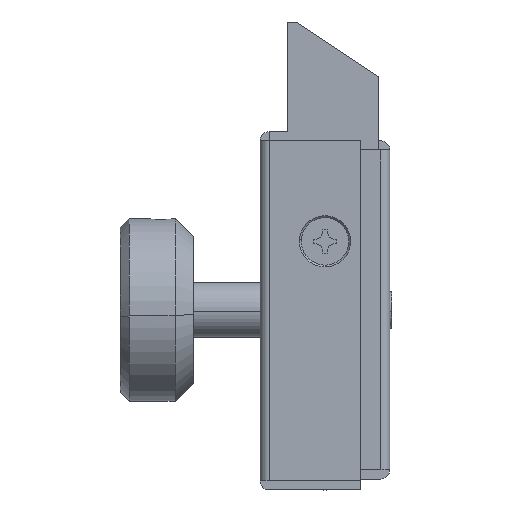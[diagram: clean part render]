
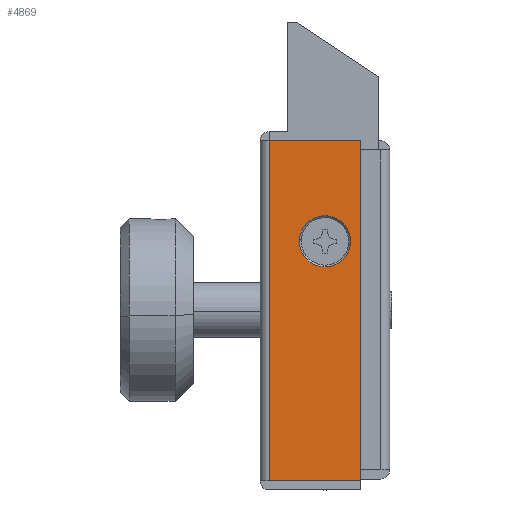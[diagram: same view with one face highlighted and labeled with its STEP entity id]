
A CAD part, front view. The second image highlights one B-rep face of the part: STEP entity #4869.
In plain terms, the highlighted free-form (B-spline) face has degree [1, 1] with [2, 2] control points.
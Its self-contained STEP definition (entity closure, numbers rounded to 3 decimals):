
#3448=CARTESIAN_POINT('',(9.88,-11.5,26.87));
#3449=VERTEX_POINT('',#3448);
#3450=CARTESIAN_POINT('',(7.1,-11.5,30.));
#3451=VERTEX_POINT('',#3450);
#3452=CARTESIAN_POINT('',(9.88,-11.5,26.87));
#3453=CARTESIAN_POINT('',(9.9,-11.5,27.034));
#3454=CARTESIAN_POINT('',(9.9,-11.5,27.2));
#3455=CARTESIAN_POINT('',(9.9,-11.5,30.));
#3456=CARTESIAN_POINT('',(7.1,-11.5,30.));
#3464=(BOUNDED_CURVE()B_SPLINE_CURVE(2,(#3452,#3453,#3454,#3455,#3456),.UNSPECIFIED.,.F.,.U.)B_SPLINE_CURVE_WITH_KNOTS((3,2,3),(0.23,0.25,0.5),.UNSPECIFIED.)CURVE()GEOMETRIC_REPRESENTATION_ITEM()RATIONAL_B_SPLINE_CURVE((0.956,0.976,1.0,0.707,1.0))REPRESENTATION_ITEM(''));
#3465=EDGE_CURVE('',#3449,#3451,#3464,.T.);
#3467=CARTESIAN_POINT('',(4.305,-11.5,27.371));
#3468=VERTEX_POINT('',#3467);
#3469=CARTESIAN_POINT('',(7.1,-11.5,30.));
#3470=CARTESIAN_POINT('',(4.466,-11.5,30.));
#3471=CARTESIAN_POINT('',(4.305,-11.5,27.371));
#3479=(BOUNDED_CURVE()B_SPLINE_CURVE(2,(#3469,#3470,#3471),.UNSPECIFIED.,.F.,.U.)B_SPLINE_CURVE_WITH_KNOTS((3,3),(0.5,0.739),.UNSPECIFIED.)CURVE()GEOMETRIC_REPRESENTATION_ITEM()RATIONAL_B_SPLINE_CURVE((1.0,0.72,0.976))REPRESENTATION_ITEM(''));
#3480=EDGE_CURVE('',#3451,#3468,#3479,.T.);
#3547=CARTESIAN_POINT('',(7.1,-11.5,24.4));
#3548=VERTEX_POINT('',#3547);
#3549=CARTESIAN_POINT('',(7.1,-11.5,24.4));
#3550=CARTESIAN_POINT('',(9.587,-11.5,24.4));
#3551=CARTESIAN_POINT('',(9.88,-11.5,26.87));
#3559=(BOUNDED_CURVE()B_SPLINE_CURVE(2,(#3549,#3550,#3551),.UNSPECIFIED.,.F.,.U.)B_SPLINE_CURVE_WITH_KNOTS((3,3),(0.0,0.23),.UNSPECIFIED.)CURVE()GEOMETRIC_REPRESENTATION_ITEM()RATIONAL_B_SPLINE_CURVE((1.0,0.731,0.956))REPRESENTATION_ITEM(''));
#3560=EDGE_CURVE('',#3548,#3449,#3559,.T.);
#3594=CARTESIAN_POINT('',(4.305,-11.5,27.371));
#3595=CARTESIAN_POINT('',(4.3,-11.5,27.286));
#3596=CARTESIAN_POINT('',(4.3,-11.5,27.2));
#3597=CARTESIAN_POINT('',(4.3,-11.5,24.4));
#3598=CARTESIAN_POINT('',(7.1,-11.5,24.4));
#3606=(BOUNDED_CURVE()B_SPLINE_CURVE(2,(#3594,#3595,#3596,#3597,#3598),.UNSPECIFIED.,.F.,.U.)B_SPLINE_CURVE_WITH_KNOTS((3,2,3),(0.739,0.75,1.0),.UNSPECIFIED.)CURVE()GEOMETRIC_REPRESENTATION_ITEM()RATIONAL_B_SPLINE_CURVE((0.976,0.988,1.0,0.707,1.0))REPRESENTATION_ITEM(''));
#3607=EDGE_CURVE('',#3468,#3548,#3606,.T.);
#4451=CARTESIAN_POINT('',(1.,-11.5,38.2));
#4452=VERTEX_POINT('',#4451);
#4468=CARTESIAN_POINT('',(11.,-11.5,38.2));
#4469=VERTEX_POINT('',#4468);
#4470=CARTESIAN_POINT('',(11.,-11.5,38.2));
#4471=CARTESIAN_POINT('',(1.,-11.5,38.2));
#4472=QUASI_UNIFORM_CURVE('',1,(#4470,#4471),.UNSPECIFIED.,.F.,.U.);
#4473=EDGE_CURVE('',#4469,#4452,#4472,.T.);
#4524=CARTESIAN_POINT('',(11.,-11.5,1.0));
#4525=VERTEX_POINT('',#4524);
#4531=CARTESIAN_POINT('',(1.,-11.5,1.0));
#4532=VERTEX_POINT('',#4531);
#4533=CARTESIAN_POINT('',(11.,-11.5,1.0));
#4534=CARTESIAN_POINT('',(1.,-11.5,1.0));
#4535=QUASI_UNIFORM_CURVE('',1,(#4533,#4534),.UNSPECIFIED.,.F.,.U.);
#4536=EDGE_CURVE('',#4525,#4532,#4535,.T.);
#4690=CARTESIAN_POINT('',(1.,-11.5,1.0));
#4691=CARTESIAN_POINT('',(1.,-11.5,38.2));
#4692=QUASI_UNIFORM_CURVE('',1,(#4690,#4691),.UNSPECIFIED.,.F.,.U.);
#4693=EDGE_CURVE('',#4532,#4452,#4692,.T.);
#4704=CARTESIAN_POINT('',(11.,-11.5,1.0));
#4705=CARTESIAN_POINT('',(11.,-11.5,38.2));
#4706=QUASI_UNIFORM_CURVE('',1,(#4704,#4705),.UNSPECIFIED.,.F.,.U.);
#4707=EDGE_CURVE('',#4525,#4469,#4706,.T.);
#4852=CARTESIAN_POINT('',(0.501,-11.5,-0.858));
#4853=CARTESIAN_POINT('',(0.501,-11.5,40.058));
#4854=CARTESIAN_POINT('',(11.5,-11.5,-0.858));
#4855=CARTESIAN_POINT('',(11.5,-11.5,40.058));
#4856=B_SPLINE_SURFACE_WITH_KNOTS('',1,1,((#4852,#4854),(#4853,#4855)),.UNSPECIFIED.,.F.,.F.,.U.,(2,2),(2,2),(0.0,40.916),(0.0,10.999),.UNSPECIFIED.);
#4857=ORIENTED_EDGE('',*,*,#4473,.T.);
#4858=ORIENTED_EDGE('',*,*,#4693,.F.);
#4859=ORIENTED_EDGE('',*,*,#4536,.F.);
#4860=ORIENTED_EDGE('',*,*,#4707,.T.);
#4861=EDGE_LOOP('',(#4857,#4858,#4859,#4860));
#4862=FACE_OUTER_BOUND('',#4861,.T.);
#4863=ORIENTED_EDGE('',*,*,#3480,.F.);
#4864=ORIENTED_EDGE('',*,*,#3465,.F.);
#4865=ORIENTED_EDGE('',*,*,#3560,.F.);
#4866=ORIENTED_EDGE('',*,*,#3607,.F.);
#4867=EDGE_LOOP('',(#4863,#4864,#4865,#4866));
#4868=FACE_BOUND('',#4867,.T.);
#4869=ADVANCED_FACE('',(#4862,#4868),#4856,.F.);
